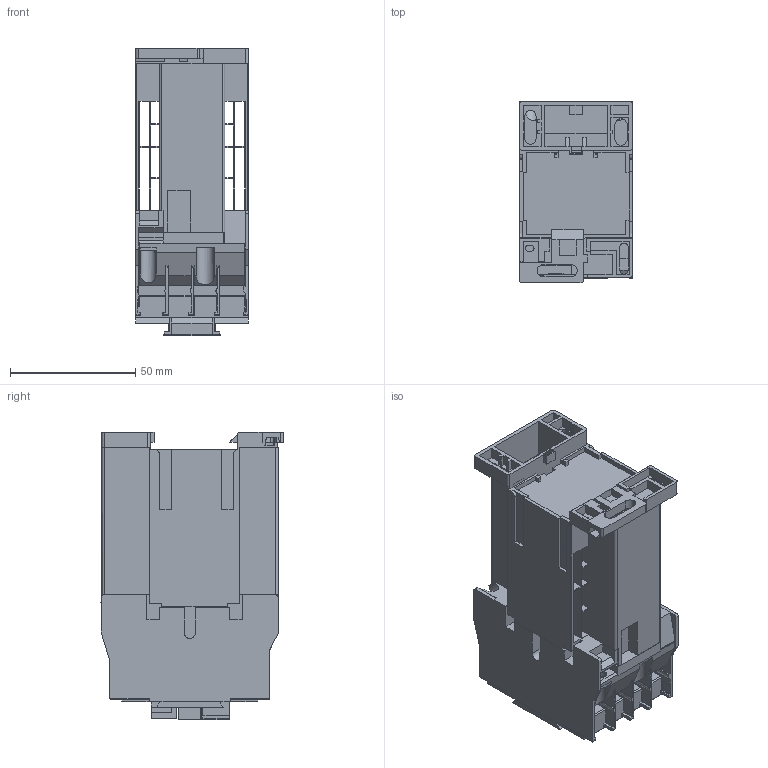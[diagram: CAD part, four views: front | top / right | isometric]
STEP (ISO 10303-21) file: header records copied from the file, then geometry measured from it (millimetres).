
FILE_DESCRIPTION (( 'STEP AP214' ), '1' );
FILE_NAME ('BLP1D0910UD.STEP', '2023-05-18T04:50:27', ( '' ), ( '' ), 'SwSTEP 2.0', 'SolidWorks 2021', '' );
FILE_SCHEMA (( 'AUTOMOTIVE_DESIGN' ));
Length unit declared in the file: millimetre
Products named in the file (1): BLP1D0910UD
Bounding box: 45 x 72.7 x 114.85 mm (x, y, z)
Volume: 221191.6 mm3; surface area: 76668.7 mm2
Topology: 3 solids, 5 shells, 979 faces, 2876 edges, 1887 vertices
Faces by surface type: plane 854, cylinder 125
Entity records: 32190 total; most frequent: CARTESIAN_POINT 5818, ORIENTED_EDGE 5752, DIRECTION 5063, EDGE_CURVE 2876, LINE 2599, VECTOR 2599, VERTEX_POINT 1887, AXIS2_PLACEMENT_3D 1232
